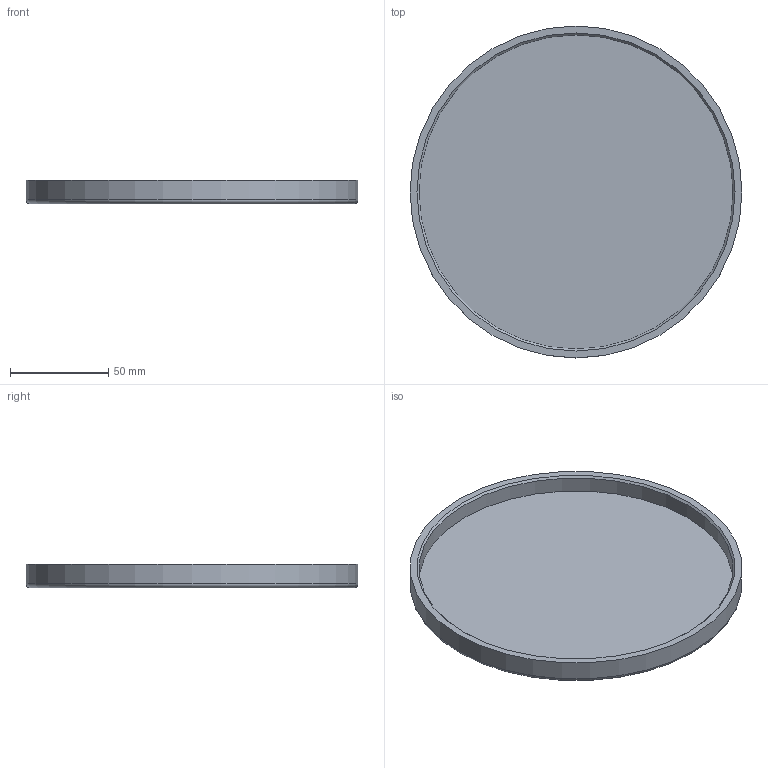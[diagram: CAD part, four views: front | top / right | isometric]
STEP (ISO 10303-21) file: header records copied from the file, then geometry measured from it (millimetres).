
FILE_DESCRIPTION(('Open CASCADE Model'),'2;1');
FILE_NAME('Open CASCADE Shape Model','2024-04-04T22:26:05',('Author'),( 'Open CASCADE'),'Open CASCADE STEP processor 7.7','Open CASCADE 7.7' ,'Unknown');
FILE_SCHEMA(('AUTOMOTIVE_DESIGN { 1 0 10303 214 1 1 1 1 }'));
Length unit declared in the file: millimetre
Products named in the file (1): 3c95b49e-f2fc-11ee-84c9-3c9c0f8db7b5
Bounding box: 168.75 x 168.75 x 12 mm (x, y, z)
Volume: 85338.6 mm3; surface area: 55696 mm2
Topology: 1 solids, 1 shells, 259 faces, 730 edges, 486 vertices
Faces by surface type: extrusion 154, plane 101, cylinder 2, torus 1, cone 1
Full cylindrical faces by diameter (mm): 159.7 x1, 168.75 x1
Entity records: 20335 total; most frequent: CARTESIAN_POINT 4486, DIRECTION 1942, VECTOR 1713, LINE 1559, ORIENTED_EDGE 1460, PCURVE 1460, DEFINITIONAL_REPRESENTATION 1460, B_SPLINE_CURVE_WITH_KNOTS 774
